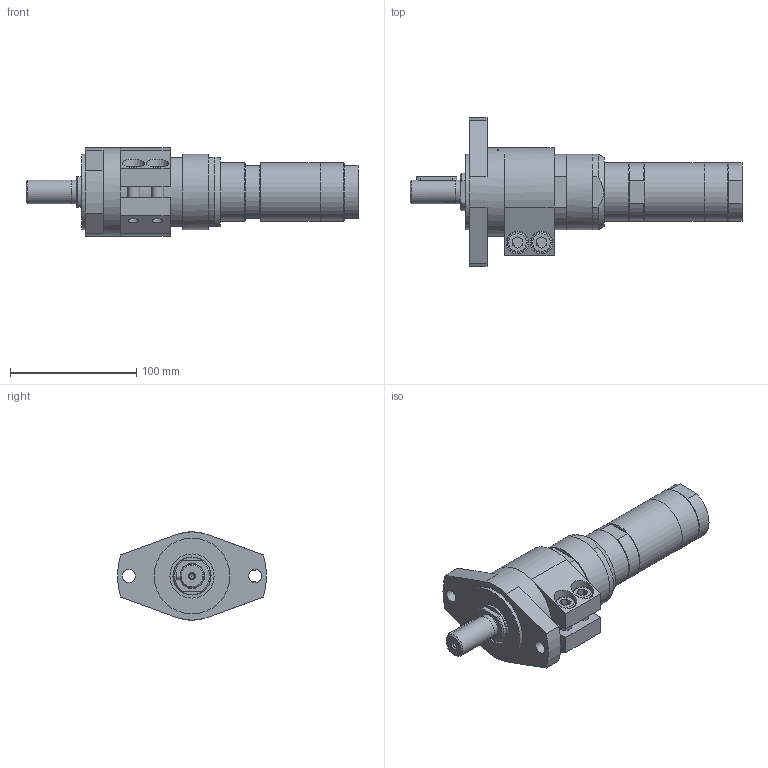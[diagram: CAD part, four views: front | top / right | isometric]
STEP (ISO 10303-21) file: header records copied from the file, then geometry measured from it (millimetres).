
FILE_DESCRIPTION(/* description */ (''),/* implementation_level */ '2;1');
FILE_NAME(/* name */ 'MUD 62-70 F100_60031417.stp',/* time_stamp */ '2018-12-11T13:17:17+01:00',/* author */ ('flambert'),/* organization */ (''),/* preprocessor_version */ 'ST-DEVELOPER v17',/* originating_system */ 'Autodesk Inventor 2018',/* authorisation */ '');
FILE_SCHEMA (('AUTOMOTIVE_DESIGN { 1 0 10303 214 3 1 1 }'));
Length unit declared in the file: millimetre
Products named in the file (1): MUD 62-70 F100_60031417
Bounding box: 263 x 118 x 70 mm (x, y, z)
Volume: 619548 mm3; surface area: 75518 mm2
Topology: 1 solids, 6 shells, 278 faces, 745 edges, 501 vertices
Faces by surface type: plane 157, cylinder 65, cone 38, torus 9, bspline 7, sphere 2
Full cylindrical faces by diameter (mm): 1.55 x2, 3.6 x1, 4 x1, 4.134 x1, 5 x1, 5.5 x1, 8.376 x2, 10 x2, 10.3 x2, 10.5 x2, 11.445 x2, 16 x2, 18 x2, 18.631 x1, 18.8 x1, 19 x1, 29.95 x1, 35 x1, 36.5 x1, 40 x2, 46 x3, 46.5 x1, 55.178 x1, 60 x2, 70 x1
Entity records: 9328 total; most frequent: CARTESIAN_POINT 1809, DIRECTION 1521, ORIENTED_EDGE 1484, EDGE_CURVE 742, AXIS2_PLACEMENT_3D 573, VERTEX_POINT 501, LINE 375, VECTOR 375
